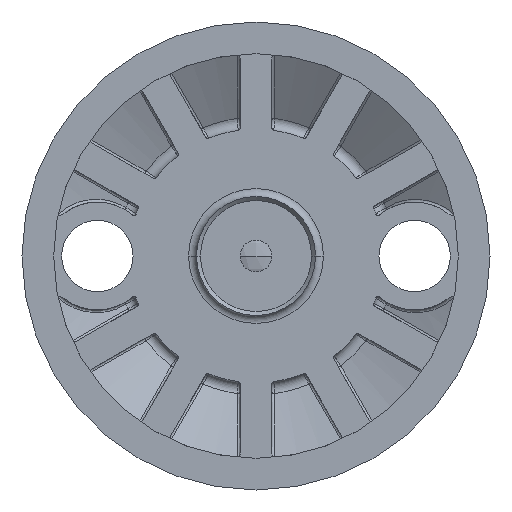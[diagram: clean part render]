
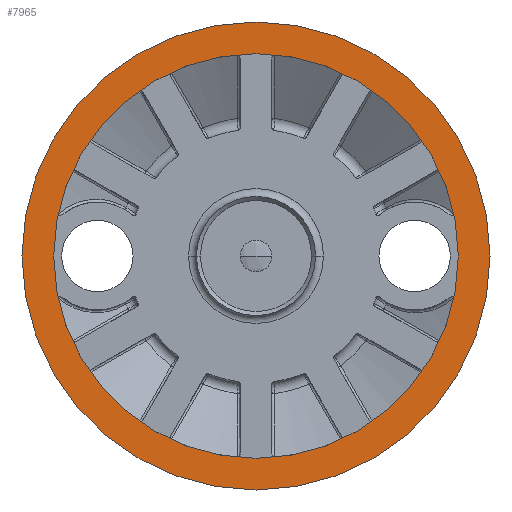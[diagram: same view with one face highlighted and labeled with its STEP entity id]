
A CAD part, front view. The second image highlights one B-rep face of the part: STEP entity #7965.
In plain terms, the highlighted planar face has unit normal (0, -1, 0).
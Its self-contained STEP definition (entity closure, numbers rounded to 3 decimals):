
#87 = DIRECTION ( 'NONE',  ( 0., 1., 0. ) ) ;
#326 = EDGE_LOOP ( 'NONE', ( #3169, #5575 ) ) ;
#476 = CARTESIAN_POINT ( 'NONE',  ( 29.5, 0., 0. ) ) ;
#636 = CIRCLE ( 'NONE', #3338, 25.5 ) ;
#670 = EDGE_CURVE ( 'NONE', #1909, #1253, #1257, .T. ) ;
#1056 = FACE_BOUND ( 'NONE', #326, .T. ) ;
#1199 = DIRECTION ( 'NONE',  ( -1., 0., 0. ) ) ;
#1253 = VERTEX_POINT ( 'NONE', #6330 ) ;
#1257 = CIRCLE ( 'NONE', #8155, 25.5 ) ;
#1356 = VERTEX_POINT ( 'NONE', #8637 ) ;
#1666 = CARTESIAN_POINT ( 'NONE',  ( 4., 0., 0. ) ) ;
#1909 = VERTEX_POINT ( 'NONE', #3245 ) ;
#2040 = VERTEX_POINT ( 'NONE', #7672 ) ;
#3105 = DIRECTION ( 'NONE',  ( 0., -1., 0. ) ) ;
#3150 = EDGE_CURVE ( 'NONE', #2040, #1356, #6456, .T. ) ;
#3169 = ORIENTED_EDGE ( 'NONE', *, *, #6484, .T. ) ;
#3245 = CARTESIAN_POINT ( 'NONE',  ( 55., 0., 0. ) ) ;
#3338 = AXIS2_PLACEMENT_3D ( 'NONE', #7676, #3436, #8379 ) ;
#3349 = EDGE_CURVE ( 'NONE', #1356, #2040, #3492, .T. ) ;
#3436 = DIRECTION ( 'NONE',  ( 0., 1., 0. ) ) ;
#3492 = CIRCLE ( 'NONE', #7501, 29.5 ) ;
#3801 = PLANE ( 'NONE',  #8275 ) ;
#3824 = CARTESIAN_POINT ( 'NONE',  ( 29.5, 0., 0. ) ) ;
#4377 = CARTESIAN_POINT ( 'NONE',  ( 29.5, 0., 0. ) ) ;
#4513 = DIRECTION ( 'NONE',  ( -1., 0., 0. ) ) ;
#4646 = FACE_OUTER_BOUND ( 'NONE', #5957, .T. ) ;
#5092 = DIRECTION ( 'NONE',  ( -1., 0., 0. ) ) ;
#5496 = DIRECTION ( 'NONE',  ( 0., 1., 0. ) ) ;
#5575 = ORIENTED_EDGE ( 'NONE', *, *, #670, .T. ) ;
#5957 = EDGE_LOOP ( 'NONE', ( #7203, #7456 ) ) ;
#6330 = CARTESIAN_POINT ( 'NONE',  ( 4., 0., 0. ) ) ;
#6456 = CIRCLE ( 'NONE', #8136, 29.5 ) ;
#6484 = EDGE_CURVE ( 'NONE', #1253, #1909, #636, .T. ) ;
#7203 = ORIENTED_EDGE ( 'NONE', *, *, #3349, .F. ) ;
#7456 = ORIENTED_EDGE ( 'NONE', *, *, #3150, .F. ) ;
#7501 = AXIS2_PLACEMENT_3D ( 'NONE', #476, #5496, #1199 ) ;
#7672 = CARTESIAN_POINT ( 'NONE',  ( 0., 0., 0. ) ) ;
#7676 = CARTESIAN_POINT ( 'NONE',  ( 29.5, 0., 0. ) ) ;
#7965 = ADVANCED_FACE ( 'NONE', ( #1056, #4646 ), #3801, .T. ) ;
#8058 = DIRECTION ( 'NONE',  ( 1., 0., 0. ) ) ;
#8136 = AXIS2_PLACEMENT_3D ( 'NONE', #3824, #8755, #4513 ) ;
#8155 = AXIS2_PLACEMENT_3D ( 'NONE', #4377, #87, #5092 ) ;
#8275 = AXIS2_PLACEMENT_3D ( 'NONE', #1666, #3105, #8058 ) ;
#8379 = DIRECTION ( 'NONE',  ( -1., 0., 0. ) ) ;
#8637 = CARTESIAN_POINT ( 'NONE',  ( 59., 0., 0. ) ) ;
#8755 = DIRECTION ( 'NONE',  ( 0., 1., 0. ) ) ;
